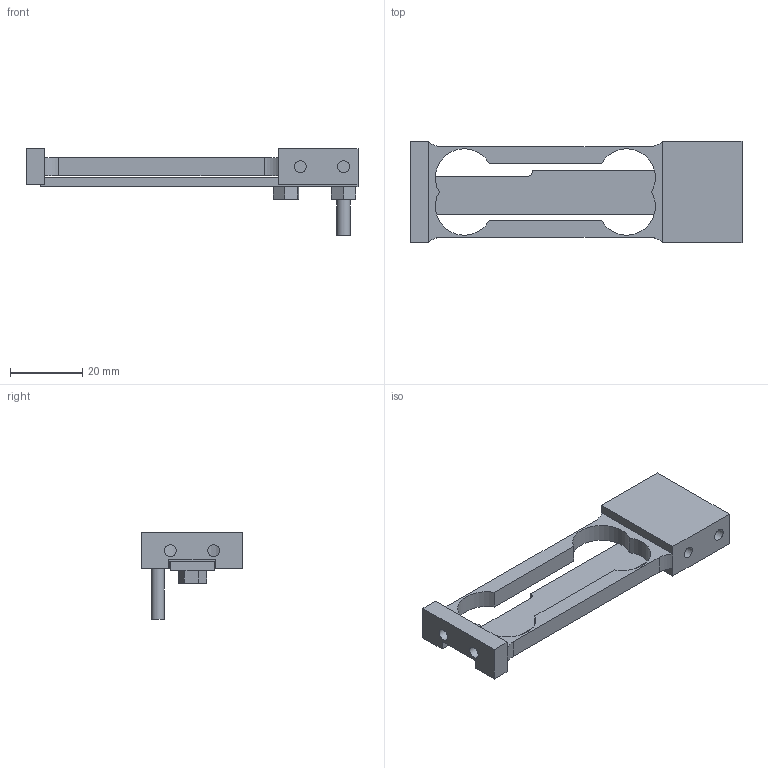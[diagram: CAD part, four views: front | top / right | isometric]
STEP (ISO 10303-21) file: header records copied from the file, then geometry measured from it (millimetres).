
FILE_DESCRIPTION(/* description */ (''),/* implementation_level */ '2;1');
FILE_NAME(/* name */ '108AA-(0.1-0.5)kg v1.step',/* time_stamp */ '2020-01-21T14:15:06-08:00',/* author */ (''),/* organization */ (''),/* preprocessor_version */ 'ST-DEVELOPER v18',/* originating_system */ 'Autodesk Translation Framework v8.12.0.6',/* authorisation */ '');
FILE_SCHEMA (('AUTOMOTIVE_DESIGN { 1 0 10303 214 3 1 1 }'));
Length unit declared in the file: millimetre
Products named in the file (1): 108AA-(0.1-0.5)kg
Bounding box: 92 x 28 x 24 mm (x, y, z)
Surface area: 8241.6 mm2 (no closed solid volume)
Topology: 0 solids, 2 shells, 65 faces, 184 edges, 124 vertices
Faces by surface type: plane 50, cylinder 15
Full cylindrical faces by diameter (mm): 3.3 x4, 3.7 x1
Entity records: 2204 total; most frequent: CARTESIAN_POINT 444, ORIENTED_EDGE 354, DIRECTION 348, EDGE_CURVE 184, LINE 144, VECTOR 144, VERTEX_POINT 124, AXIS2_PLACEMENT_3D 102
